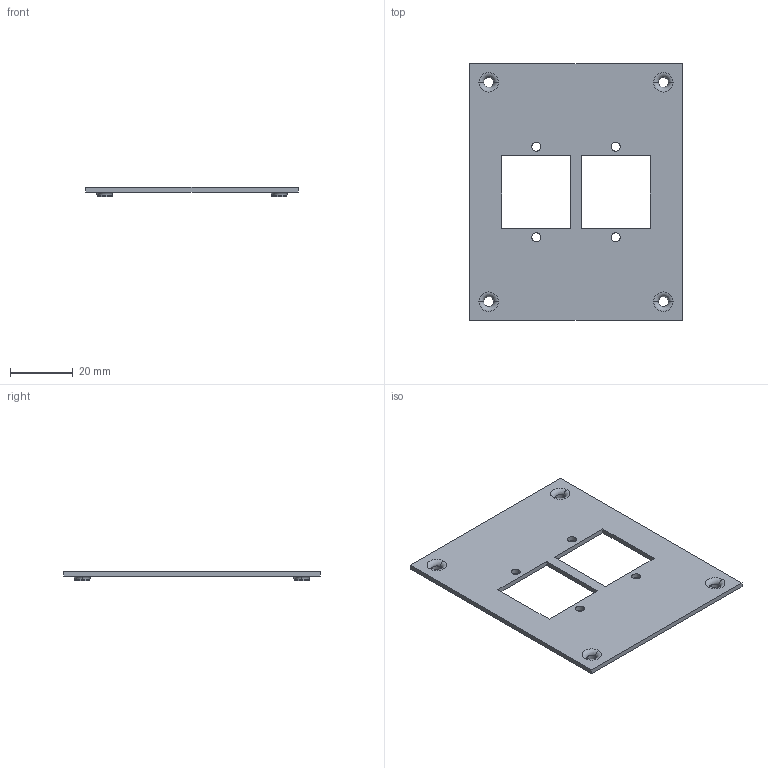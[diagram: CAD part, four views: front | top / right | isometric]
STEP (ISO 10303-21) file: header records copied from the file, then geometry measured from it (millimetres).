
FILE_DESCRIPTION (( 'STEP AP214' ), '1' );
FILE_NAME ('USP229B2_3D.step', '2024-04-25T19:24:49', ( '' ), ( '' ), 'SwSTEP 2.0', 'SolidWorks 2022', '' );
FILE_SCHEMA (( 'AUTOMOTIVE_DESIGN' ));
Length unit declared in the file: millimetre
Products named in the file (1): USP229B2_3D
Bounding box: 68.07 x 82.04 x 3.02 mm (x, y, z)
Volume: 6899.7 mm3; surface area: 9963.1 mm2
Topology: 1 solids, 1 shells, 58 faces, 140 edges, 88 vertices
Faces by surface type: cylinder 24, plane 18, torus 16
Entity records: 1790 total; most frequent: DIRECTION 338, CARTESIAN_POINT 287, ORIENTED_EDGE 280, EDGE_CURVE 140, AXIS2_PLACEMENT_3D 139, VERTEX_POINT 88, EDGE_LOOP 82, CIRCLE 80
